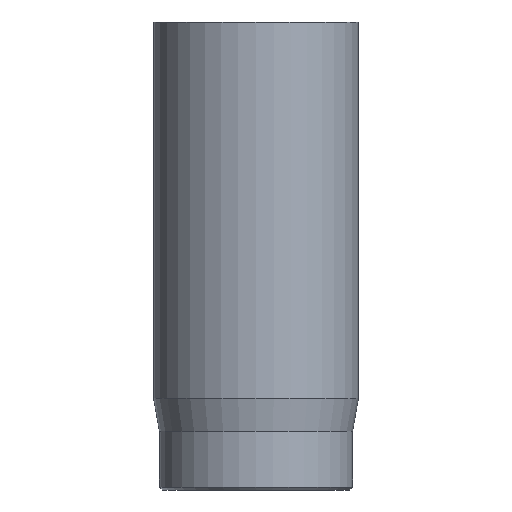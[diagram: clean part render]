
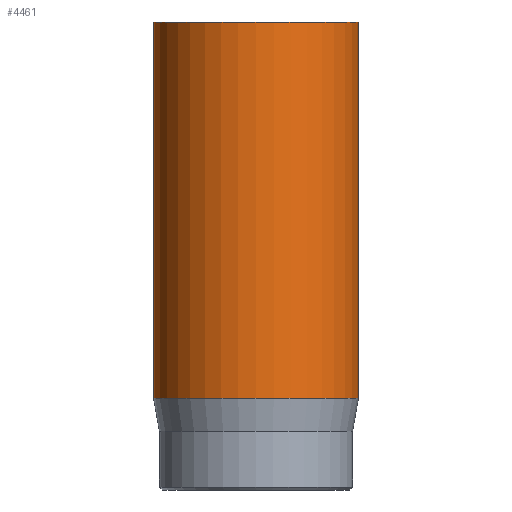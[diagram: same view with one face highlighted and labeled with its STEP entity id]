
A CAD part, front view. The second image highlights one B-rep face of the part: STEP entity #4461.
In plain terms, the highlighted cylindrical face has radius 1.75 mm (diameter 3.5 mm), a full revolution.
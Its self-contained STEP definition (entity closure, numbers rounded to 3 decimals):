
#632=CYLINDRICAL_SURFACE('',#4606,1.75);
#861=FACE_OUTER_BOUND('',#1129,.T.);
#1129=EDGE_LOOP('',(#4120,#4121,#4122,#4123,#4124));
#1418=LINE('',#8825,#1717);
#1717=VECTOR('',#5045,1.75);
#1755=CIRCLE('',#4588,1.75);
#1761=CIRCLE('',#4604,1.75);
#1762=CIRCLE('',#4605,1.75);
#2181=VERTEX_POINT('',#8794);
#2187=VERTEX_POINT('',#8819);
#2188=VERTEX_POINT('',#8820);
#2829=EDGE_CURVE('',#2181,#2181,#1755,.T.);
#2838=EDGE_CURVE('',#2187,#2188,#1761,.T.);
#2839=EDGE_CURVE('',#2188,#2187,#1762,.T.);
#2841=EDGE_CURVE('',#2181,#2187,#1418,.T.);
#4120=ORIENTED_EDGE('',*,*,#2829,.T.);
#4121=ORIENTED_EDGE('',*,*,#2841,.T.);
#4122=ORIENTED_EDGE('',*,*,#2838,.T.);
#4123=ORIENTED_EDGE('',*,*,#2839,.T.);
#4124=ORIENTED_EDGE('',*,*,#2841,.F.);
#4461=ADVANCED_FACE('',(#861),#632,.T.);
#4588=AXIS2_PLACEMENT_3D('',#8795,#5003,#5004);
#4604=AXIS2_PLACEMENT_3D('',#8821,#5038,#5039);
#4605=AXIS2_PLACEMENT_3D('',#8822,#5040,#5041);
#4606=AXIS2_PLACEMENT_3D('',#8824,#5043,#5044);
#5003=DIRECTION('center_axis',(0.,0.,-1.));
#5004=DIRECTION('ref_axis',(-1.,0.,0.));
#5038=DIRECTION('center_axis',(0.,0.,1.));
#5039=DIRECTION('ref_axis',(-1.,0.,0.));
#5040=DIRECTION('center_axis',(0.,0.,1.));
#5041=DIRECTION('ref_axis',(-1.,0.,0.));
#5043=DIRECTION('center_axis',(0.,0.,1.));
#5044=DIRECTION('ref_axis',(-1.,0.,0.));
#5045=DIRECTION('',(0.,0.,-1.));
#8794=CARTESIAN_POINT('',(1.75,0.,8.));
#8795=CARTESIAN_POINT('Origin',(0.,0.,8.));
#8819=CARTESIAN_POINT('',(1.75,0.,1.567));
#8820=CARTESIAN_POINT('',(-1.75,0.,1.567));
#8821=CARTESIAN_POINT('Origin',(0.,0.,1.567));
#8822=CARTESIAN_POINT('Origin',(0.,0.,1.567));
#8824=CARTESIAN_POINT('Origin',(0.,0.,0.));
#8825=CARTESIAN_POINT('',(1.75,0.,0.));
